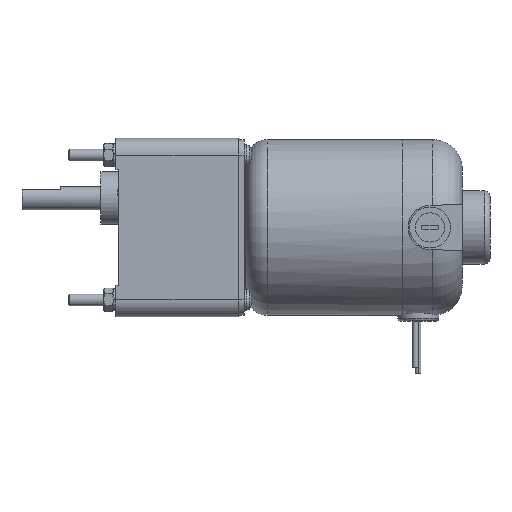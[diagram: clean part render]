
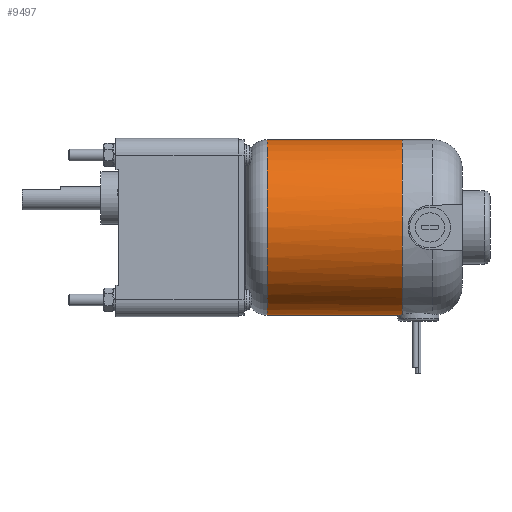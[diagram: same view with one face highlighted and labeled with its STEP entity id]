
A CAD part, front view. The second image highlights one B-rep face of the part: STEP entity #9497.
In plain terms, the highlighted cylindrical face has radius 30 mm (diameter 60 mm), a partial arc.
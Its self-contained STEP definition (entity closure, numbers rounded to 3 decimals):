
#9187=CARTESIAN_POINT('POINT6742',(98.,-4.33,
   -39.686));
#9188=VERTEX_POINT('VERTEX6742',#9187);
#9195=CARTESIAN_POINT('POINT6743',(96.5,
   0.,-40.));
#9196=VERTEX_POINT('VERTEX6743',#9195);
#9197=B_SPLINE_CURVE_WITH_KNOTS('SPLINE_CRV1883',3,(#9198,#9199,#9200,
   #9201,#9202,#9203,#9204,#9205,#9206,#9207),.UNSPECIFIED.,.F.,.F.,(4,2
   ,2,2,4),(6.114,6.619,
   7.942,9.266,10.589),
   .UNSPECIFIED.);
#9198=CARTESIAN_POINT('',(98.,-4.33,
   -39.686));
#9199=CARTESIAN_POINT('',(97.893,-4.194,
   -39.706));
#9200=CARTESIAN_POINT('',(97.79,-4.054,
   -39.725));
#9201=CARTESIAN_POINT('',(97.436,-3.527,
   -39.794));
#9202=CARTESIAN_POINT('',(97.214,-3.114,
   -39.841));
#9203=CARTESIAN_POINT('',(96.856,-2.252,
   -39.918));
#9204=CARTESIAN_POINT('',(96.72,-1.803,
   -39.949));
#9205=CARTESIAN_POINT('',(96.542,-0.897,
   -39.99));
#9206=CARTESIAN_POINT('',(96.5,-0.441,
   -40.));
#9207=CARTESIAN_POINT('',(96.5,0.,
   -40.));
#9208=EDGE_CURVE('EDGE11071',#9188,#9196,#9197,.T.);
#9256=CARTESIAN_POINT('POINT6745',(98.,0.,
   20.));
#9257=VERTEX_POINT('VERTEX6745',#9256);
#9258=CARTESIAN_POINT('POS9400',(98.,0.,-10.));
#9259=DIRECTION('DIR14589',(-1.,0.,0.));
#9260=DIRECTION('DIR14590',(0.,0.,1.));
#9261=AXIS2_PLACEMENT_3D('AXIS5190',#9258,#9259,#9260);
#9262=CIRCLE('ELLIPSE2543',#9261,30.);
#9265=EDGE_CURVE('EDGE11076',#9188,#9257,#9262,.T.);
#9465=CARTESIAN_POINT('POINT6772',(51.8,0.,
   20.));
#9466=VERTEX_POINT('VERTEX6772',#9465);
#9467=CARTESIAN_POINT('POS9412',(74.9,0.,
   20.));
#9468=DIRECTION('DIR14611',(-1.,0.,0.));
#9469=VECTOR('VEC4213',#9468,1.);
#9470=LINE('STRAIGHT4213',#9467,#9469);
#9471=EDGE_CURVE('EDGE11105',#9257,#9466,#9470,.T.);
#9472=ORIENTED_EDGE('COEDGE22251',*,*,#9471,.T.);
#9473=CARTESIAN_POINT('POINT6773',(51.8,0.,
   -40.));
#9474=VERTEX_POINT('VERTEX6773',#9473);
#9475=CARTESIAN_POINT('POS9413',(51.8,0.,-10.));
#9476=DIRECTION('DIR14612',(-1.,0.,0.));
#9477=DIRECTION('DIR14613',(0.,0.,1.));
#9478=AXIS2_PLACEMENT_3D('AXIS5200',#9475,#9476,#9477);
#9479=CIRCLE('ELLIPSE2548',#9478,30.);
#9480=EDGE_CURVE('EDGE11106',#9474,#9466,#9479,.T.);
#9481=ORIENTED_EDGE('COEDGE22252',*,*,#9480,.F.);
#9482=CARTESIAN_POINT('POS9414',(74.9,0.,
   -40.));
#9483=DIRECTION('DIR14614',(1.,0.,0.));
#9484=VECTOR('VEC4214',#9483,1.);
#9485=LINE('STRAIGHT4214',#9482,#9484);
#9486=EDGE_CURVE('EDGE11107',#9474,#9196,#9485,.T.);
#9487=ORIENTED_EDGE('COEDGE22253',*,*,#9486,.T.);
#9488=ORIENTED_EDGE('COEDGE22254',*,*,#9208,.F.);
#9489=ORIENTED_EDGE('COEDGE22255',*,*,#9265,.T.);
#9490=EDGE_LOOP('NONE',(#9472,#9481,#9487,#9488,#9489));
#9491=FACE_BOUND('LOOP1',#9490,.T.);
#9492=CARTESIAN_POINT('POS9415',(74.9,0.,-10.));
#9493=DIRECTION('DIR14615',(-1.,0.,0.));
#9494=DIRECTION('DIR14616',(0.,0.,1.));
#9495=AXIS2_PLACEMENT_3D('AXIS5201',#9492,#9493,#9494);
#9496=CYLINDRICAL_SURFACE('CONE_SURF1044',#9495,30.);
#9497=ADVANCED_FACE('FACE4865',(#9491),#9496,.T.);
